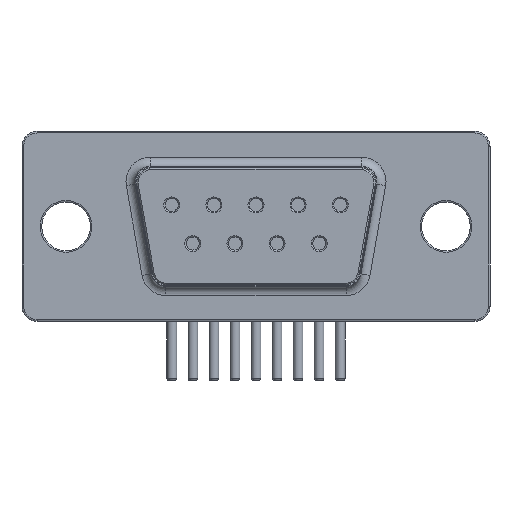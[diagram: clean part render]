
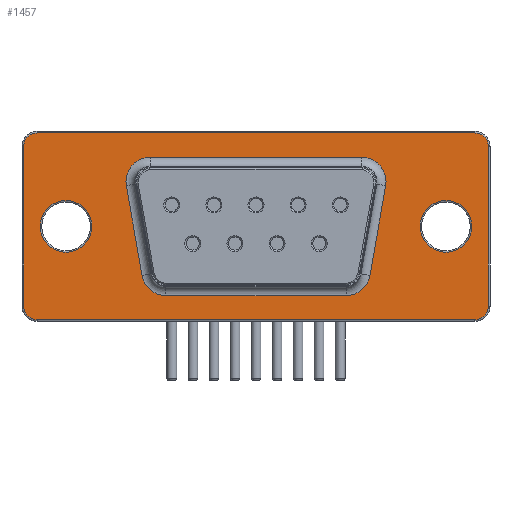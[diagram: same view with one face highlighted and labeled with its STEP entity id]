
A CAD part, front view. The second image highlights one B-rep face of the part: STEP entity #1457.
In plain terms, the highlighted planar face has unit normal (0, -1, 0).
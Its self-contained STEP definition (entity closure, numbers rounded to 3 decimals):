
#29=DIRECTION('',(0.,-1.,0.));
#36=VECTOR('',#37,1.);
#37=DIRECTION('',(1.,0.,0.));
#47=VECTOR('',#48,1.);
#48=DIRECTION('',(-1.,0.,0.));
#52=DIRECTION('',(0.,0.,-1.));
#74=DIRECTION('',(0.,1.,0.));
#151=DIRECTION('',(0.985,0.,-0.173));
#178=DIRECTION('',(-0.985,0.,-0.173));
#203=DIRECTION('',(0.,0.,1.));
#831=CARTESIAN_POINT('',(-12.499,-12.24,9.2));
#863=VECTOR('',#864,1.);
#864=DIRECTION('',(-0.173,0.,0.985));
#884=CARTESIAN_POINT('',(1.419,-12.24,9.2));
#901=CARTESIAN_POINT('',(-11.465,-12.24,3.3));
#914=VECTOR('',#915,1.);
#915=DIRECTION('',(-0.173,0.,-0.985));
#946=CARTESIAN_POINT('',(0.385,-12.24,3.3));
#1123=VERTEX_POINT('',#1124);
#1124=CARTESIAN_POINT('',(-14.075,-12.24,8.924));
#1128=ORIENTED_EDGE('',*,*,#1129,.T.);
#1129=EDGE_CURVE('',#1123,#1130,#1132,.T.);
#1130=VERTEX_POINT('',#1131);
#1131=CARTESIAN_POINT('',(-12.499,-12.24,10.8));
#1132=CIRCLE('',#1133,1.6);
#1133=AXIS2_PLACEMENT_3D('',#831,#74,#178);
#1148=VERTEX_POINT('',#1149);
#1149=CARTESIAN_POINT('',(1.419,-12.24,10.8));
#1155=EDGE_CURVE('',#1130,#1148,#1156,.T.);
#1156=LINE('',#1131,#36);
#1164=VERTEX_POINT('',#1165);
#1165=CARTESIAN_POINT('',(-13.041,-12.24,3.024));
#1171=EDGE_CURVE('',#1164,#1123,#1172,.T.);
#1172=LINE('',#1165,#863);
#1178=ORIENTED_EDGE('',*,*,#1179,.T.);
#1179=EDGE_CURVE('',#1148,#1180,#1182,.T.);
#1180=VERTEX_POINT('',#1181);
#1181=CARTESIAN_POINT('',(2.995,-12.24,8.924));
#1182=CIRCLE('',#1183,1.6);
#1183=AXIS2_PLACEMENT_3D('',#884,#74,#203);
#1196=VERTEX_POINT('',#1197);
#1197=CARTESIAN_POINT('',(-11.465,-12.24,1.7));
#1202=ORIENTED_EDGE('',*,*,#1203,.T.);
#1203=EDGE_CURVE('',#1196,#1164,#1204,.T.);
#1204=CIRCLE('',#1205,1.6);
#1205=AXIS2_PLACEMENT_3D('',#901,#74,#52);
#1214=VERTEX_POINT('',#1215);
#1215=CARTESIAN_POINT('',(1.961,-12.24,3.024));
#1220=EDGE_CURVE('',#1180,#1214,#1221,.T.);
#1221=LINE('',#1181,#914);
#1229=VERTEX_POINT('',#1230);
#1230=CARTESIAN_POINT('',(0.385,-12.24,1.7));
#1238=EDGE_CURVE('',#1229,#1196,#1239,.T.);
#1239=LINE('',#1230,#47);
#1245=ORIENTED_EDGE('',*,*,#1246,.T.);
#1246=EDGE_CURVE('',#1214,#1229,#1247,.T.);
#1247=CIRCLE('',#1248,1.6);
#1248=AXIS2_PLACEMENT_3D('',#946,#74,#151);
#1457=ADVANCED_FACE('',(#1458,#1464,#1516,#1525),#1534,.T.);
#1458=FACE_BOUND('',#1459,.T.);
#1459=EDGE_LOOP('',(#1460,#1245,#1461,#1202,#1462,#1128,#1463,#1178));
#1460=ORIENTED_EDGE('',*,*,#1220,.T.);
#1461=ORIENTED_EDGE('',*,*,#1238,.T.);
#1462=ORIENTED_EDGE('',*,*,#1171,.T.);
#1463=ORIENTED_EDGE('',*,*,#1155,.T.);
#1464=FACE_BOUND('',#1465,.T.);
#1465=EDGE_LOOP('',(#1466,#1473,#1480,#1486,#1493,#1498,#1505,#1511));
#1466=ORIENTED_EDGE('',*,*,#1467,.T.);
#1467=EDGE_CURVE('',#1468,#1470,#1472,.T.);
#1468=VERTEX_POINT('',#1469);
#1469=CARTESIAN_POINT('',(8.86,-12.24,12.4));
#1470=VERTEX_POINT('',#1471);
#1471=CARTESIAN_POINT('',(-19.94,-12.24,12.4));
#1472=LINE('',#1469,#47);
#1473=ORIENTED_EDGE('',*,*,#1474,.T.);
#1474=EDGE_CURVE('',#1470,#1475,#1477,.T.);
#1475=VERTEX_POINT('',#1476);
#1476=CARTESIAN_POINT('',(-20.84,-12.24,11.5));
#1477=CIRCLE('',#1478,0.9);
#1478=AXIS2_PLACEMENT_3D('',#1479,#29,#203);
#1479=CARTESIAN_POINT('',(-19.94,-12.24,11.5));
#1480=ORIENTED_EDGE('',*,*,#1481,.T.);
#1481=EDGE_CURVE('',#1475,#1482,#1484,.T.);
#1482=VERTEX_POINT('',#1483);
#1483=CARTESIAN_POINT('',(-20.84,-12.24,1.));
#1484=LINE('',#1476,#1485);
#1485=VECTOR('',#52,1.);
#1486=ORIENTED_EDGE('',*,*,#1487,.T.);
#1487=EDGE_CURVE('',#1482,#1488,#1490,.T.);
#1488=VERTEX_POINT('',#1489);
#1489=CARTESIAN_POINT('',(-19.94,-12.24,0.1));
#1490=CIRCLE('',#1491,0.9);
#1491=AXIS2_PLACEMENT_3D('',#1492,#29,#48);
#1492=CARTESIAN_POINT('',(-19.94,-12.24,1.));
#1493=ORIENTED_EDGE('',*,*,#1494,.T.);
#1494=EDGE_CURVE('',#1488,#1495,#1497,.T.);
#1495=VERTEX_POINT('',#1496);
#1496=CARTESIAN_POINT('',(8.86,-12.24,0.1));
#1497=LINE('',#1489,#36);
#1498=ORIENTED_EDGE('',*,*,#1499,.T.);
#1499=EDGE_CURVE('',#1495,#1500,#1502,.T.);
#1500=VERTEX_POINT('',#1501);
#1501=CARTESIAN_POINT('',(9.76,-12.24,1.));
#1502=CIRCLE('',#1503,0.9);
#1503=AXIS2_PLACEMENT_3D('',#1504,#29,#52);
#1504=CARTESIAN_POINT('',(8.86,-12.24,1.));
#1505=ORIENTED_EDGE('',*,*,#1506,.T.);
#1506=EDGE_CURVE('',#1500,#1507,#1509,.T.);
#1507=VERTEX_POINT('',#1508);
#1508=CARTESIAN_POINT('',(9.76,-12.24,11.5));
#1509=LINE('',#1501,#1510);
#1510=VECTOR('',#203,1.);
#1511=ORIENTED_EDGE('',*,*,#1512,.T.);
#1512=EDGE_CURVE('',#1507,#1468,#1513,.T.);
#1513=CIRCLE('',#1514,0.9);
#1514=AXIS2_PLACEMENT_3D('',#1515,#29,#37);
#1515=CARTESIAN_POINT('',(8.86,-12.24,11.5));
#1516=FACE_BOUND('',#1517,.T.);
#1517=EDGE_LOOP('',(#1518));
#1518=ORIENTED_EDGE('',*,*,#1519,.F.);
#1519=EDGE_CURVE('',#1520,#1520,#1522,.T.);
#1520=VERTEX_POINT('',#1521);
#1521=CARTESIAN_POINT('',(-16.34,-12.24,6.25));
#1522=CIRCLE('',#1523,1.7);
#1523=AXIS2_PLACEMENT_3D('',#1524,#29,#37);
#1524=CARTESIAN_POINT('',(-18.04,-12.24,6.25));
#1525=FACE_BOUND('',#1526,.T.);
#1526=EDGE_LOOP('',(#1527));
#1527=ORIENTED_EDGE('',*,*,#1528,.F.);
#1528=EDGE_CURVE('',#1529,#1529,#1531,.T.);
#1529=VERTEX_POINT('',#1530);
#1530=CARTESIAN_POINT('',(8.66,-12.24,6.25));
#1531=CIRCLE('',#1532,1.7);
#1532=AXIS2_PLACEMENT_3D('',#1533,#29,#37);
#1533=CARTESIAN_POINT('',(6.96,-12.24,6.25));
#1534=PLANE('',#1535);
#1535=AXIS2_PLACEMENT_3D('',#1536,#29,#37);
#1536=CARTESIAN_POINT('',(-5.54,-12.24,6.25));
